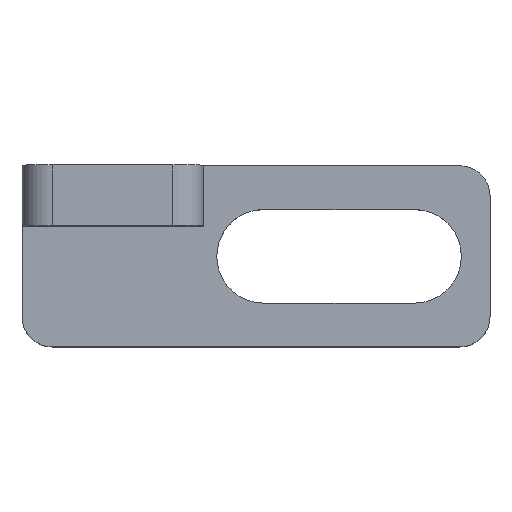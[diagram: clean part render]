
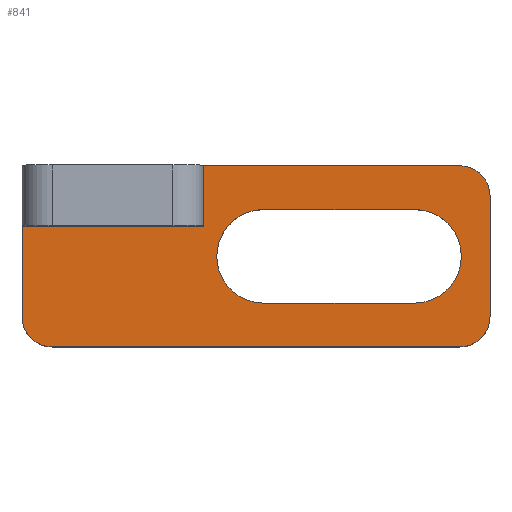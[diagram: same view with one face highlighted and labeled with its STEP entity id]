
A CAD part, top view. The second image highlights one B-rep face of the part: STEP entity #841.
In plain terms, the highlighted planar face has unit normal (0, 0, 1).
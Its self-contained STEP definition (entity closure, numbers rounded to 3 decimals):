
#16 = EDGE_CURVE ( 'NONE', #832, #566, #476, .T. ) ;
#54 = EDGE_CURVE ( 'NONE', #716, #857, #452, .T. ) ;
#66 = DIRECTION ( 'NONE',  ( 1., 0., 0. ) ) ;
#67 = CARTESIAN_POINT ( 'NONE',  ( 9.5, 0., 2. ) ) ;
#69 = EDGE_CURVE ( 'NONE', #566, #643, #449, .T. ) ;
#78 = DIRECTION ( 'NONE',  ( 0., 1., 0. ) ) ;
#79 = EDGE_CURVE ( 'NONE', #487, #497, #439, .T. ) ;
#93 = CARTESIAN_POINT ( 'NONE',  ( 8.55, 3., 2. ) ) ;
#105 = EDGE_CURVE ( 'NONE', #770, #666, #424, .T. ) ;
#109 = VECTOR ( 'NONE', #647, 1000. ) ;
#113 = LINE ( 'NONE', #520, #522 ) ;
#115 = LINE ( 'NONE', #571, #519 ) ;
#119 = DIRECTION ( 'NONE',  ( 1., 0., 0. ) ) ;
#121 = CARTESIAN_POINT ( 'NONE',  ( 0., 4., 2. ) ) ;
#125 = DIRECTION ( 'NONE',  ( 0., 0., -1. ) ) ;
#126 = CARTESIAN_POINT ( 'NONE',  ( 8.5, 1., 2. ) ) ;
#169 = DIRECTION ( 'NONE',  ( -1., 0., 0. ) ) ;
#190 = CARTESIAN_POINT ( 'NONE',  ( 2., 1.45, 2. ) ) ;
#193 = CARTESIAN_POINT ( 'NONE',  ( 2., 4.55, 2. ) ) ;
#206 = VECTOR ( 'NONE', #585, 1000. ) ;
#208 = DIRECTION ( 'NONE',  ( 0., 0., 1. ) ) ;
#209 = LINE ( 'NONE', #287, #206 ) ;
#221 = CIRCLE ( 'NONE', #234, 1.55 ) ;
#223 = EDGE_CURVE ( 'NONE', #677, #839, #337, .T. ) ;
#226 = VECTOR ( 'NONE', #78, 1000. ) ;
#228 = LINE ( 'NONE', #67, #226 ) ;
#230 = EDGE_CURVE ( 'NONE', #490, #487, #115, .T. ) ;
#234 = AXIS2_PLACEMENT_3D ( 'NONE', #468, #395, #285 ) ;
#240 = EDGE_CURVE ( 'NONE', #497, #832, #113, .T. ) ;
#244 = EDGE_CURVE ( 'NONE', #839, #490, #521, .T. ) ;
#246 = DIRECTION ( 'NONE',  ( 1., 0., 0. ) ) ;
#249 = CARTESIAN_POINT ( 'NONE',  ( -5., 0., 2. ) ) ;
#252 = CARTESIAN_POINT ( 'NONE',  ( -5., 1., 2. ) ) ;
#285 = DIRECTION ( 'NONE',  ( 1., 0., 0. ) ) ;
#287 = CARTESIAN_POINT ( 'NONE',  ( 0., 1.45, 2. ) ) ;
#290 = CARTESIAN_POINT ( 'NONE',  ( -6., 4., 2. ) ) ;
#292 = FACE_OUTER_BOUND ( 'NONE', #717, .T. ) ;
#296 = FACE_BOUND ( 'NONE', #484, .T. ) ;
#300 = CARTESIAN_POINT ( 'NONE',  ( 0., 6., 2. ) ) ;
#303 = CARTESIAN_POINT ( 'NONE',  ( 9.5, 1., 2. ) ) ;
#317 = CARTESIAN_POINT ( 'NONE',  ( 0., 4., 2. ) ) ;
#324 = EDGE_CURVE ( 'NONE', #857, #770, #387, .T. ) ;
#337 = CIRCLE ( 'NONE', #755, 1. ) ;
#357 = CIRCLE ( 'NONE', #651, 1. ) ;
#360 = AXIS2_PLACEMENT_3D ( 'NONE', #878, #936, #928 ) ;
#377 = CARTESIAN_POINT ( 'NONE',  ( 0., 4.55, 2. ) ) ;
#381 = CARTESIAN_POINT ( 'NONE',  ( 9.5, 5., 2. ) ) ;
#387 = CIRCLE ( 'NONE', #745, 1.55 ) ;
#395 = DIRECTION ( 'NONE',  ( 0., 0., -1. ) ) ;
#408 = CARTESIAN_POINT ( 'NONE',  ( 8.5, 0., 2. ) ) ;
#420 = DIRECTION ( 'NONE',  ( 1., 0., 0. ) ) ;
#424 = CIRCLE ( 'NONE', #898, 1.55 ) ;
#435 = VECTOR ( 'NONE', #169, 1000. ) ;
#439 = LINE ( 'NONE', #121, #435 ) ;
#441 = DIRECTION ( 'NONE',  ( 0., 0., -1. ) ) ;
#444 = VECTOR ( 'NONE', #964, 1000. ) ;
#445 = CARTESIAN_POINT ( 'NONE',  ( 7., 3., 2. ) ) ;
#449 = LINE ( 'NONE', #966, #444 ) ;
#450 = VECTOR ( 'NONE', #66, 1000. ) ;
#452 = LINE ( 'NONE', #377, #450 ) ;
#468 = CARTESIAN_POINT ( 'NONE',  ( 2., 3., 2. ) ) ;
#476 = CIRCLE ( 'NONE', #929, 1. ) ;
#484 = EDGE_LOOP ( 'NONE', ( #828, #836, #837, #844, #850 ) ) ;
#487 = VERTEX_POINT ( 'NONE', #317 ) ;
#490 = VERTEX_POINT ( 'NONE', #300 ) ;
#497 = VERTEX_POINT ( 'NONE', #290 ) ;
#512 = DIRECTION ( 'NONE',  ( 0., -1., 0. ) ) ;
#519 = VECTOR ( 'NONE', #578, 1000. ) ;
#520 = CARTESIAN_POINT ( 'NONE',  ( -6., 6., 2. ) ) ;
#521 = LINE ( 'NONE', #622, #109 ) ;
#522 = VECTOR ( 'NONE', #512, 1000. ) ;
#526 = DIRECTION ( 'NONE',  ( 1., 0., 0. ) ) ;
#531 = VERTEX_POINT ( 'NONE', #303 ) ;
#534 = DIRECTION ( 'NONE',  ( 0., 0., 1. ) ) ;
#536 = CARTESIAN_POINT ( 'NONE',  ( 8.5, 5., 2. ) ) ;
#566 = VERTEX_POINT ( 'NONE', #249 ) ;
#571 = CARTESIAN_POINT ( 'NONE',  ( 0., 3., 2. ) ) ;
#578 = DIRECTION ( 'NONE',  ( 0., -1., 0. ) ) ;
#585 = DIRECTION ( 'NONE',  ( -1., 0., 0. ) ) ;
#622 = CARTESIAN_POINT ( 'NONE',  ( -15.5, 6., 2. ) ) ;
#643 = VERTEX_POINT ( 'NONE', #408 ) ;
#647 = DIRECTION ( 'NONE',  ( -1., 0., 0. ) ) ;
#651 = AXIS2_PLACEMENT_3D ( 'NONE', #126, #125, #119 ) ;
#666 = VERTEX_POINT ( 'NONE', #697 ) ;
#670 = VERTEX_POINT ( 'NONE', #190 ) ;
#677 = VERTEX_POINT ( 'NONE', #381 ) ;
#697 = CARTESIAN_POINT ( 'NONE',  ( 7., 1.45, 2. ) ) ;
#716 = VERTEX_POINT ( 'NONE', #193 ) ;
#717 = EDGE_LOOP ( 'NONE', ( #846, #847, #848, #860, #851, #852, #865, #866, #868 ) ) ;
#745 = AXIS2_PLACEMENT_3D ( 'NONE', #445, #441, #420 ) ;
#750 = EDGE_CURVE ( 'NONE', #531, #643, #357, .T. ) ;
#755 = AXIS2_PLACEMENT_3D ( 'NONE', #536, #534, #526 ) ;
#770 = VERTEX_POINT ( 'NONE', #93 ) ;
#828 = ORIENTED_EDGE ( 'NONE', *, *, #958, .T. ) ;
#832 = VERTEX_POINT ( 'NONE', #957 ) ;
#836 = ORIENTED_EDGE ( 'NONE', *, *, #953, .T. ) ;
#837 = ORIENTED_EDGE ( 'NONE', *, *, #54, .T. ) ;
#839 = VERTEX_POINT ( 'NONE', #952 ) ;
#841 = ADVANCED_FACE ( 'NONE', ( #296, #292 ), #909, .T. ) ;
#844 = ORIENTED_EDGE ( 'NONE', *, *, #324, .T. ) ;
#846 = ORIENTED_EDGE ( 'NONE', *, *, #230, .T. ) ;
#847 = ORIENTED_EDGE ( 'NONE', *, *, #79, .T. ) ;
#848 = ORIENTED_EDGE ( 'NONE', *, *, #240, .T. ) ;
#850 = ORIENTED_EDGE ( 'NONE', *, *, #105, .T. ) ;
#851 = ORIENTED_EDGE ( 'NONE', *, *, #69, .T. ) ;
#852 = ORIENTED_EDGE ( 'NONE', *, *, #750, .F. ) ;
#857 = VERTEX_POINT ( 'NONE', #965 ) ;
#860 = ORIENTED_EDGE ( 'NONE', *, *, #16, .T. ) ;
#865 = ORIENTED_EDGE ( 'NONE', *, *, #943, .T. ) ;
#866 = ORIENTED_EDGE ( 'NONE', *, *, #223, .T. ) ;
#868 = ORIENTED_EDGE ( 'NONE', *, *, #244, .T. ) ;
#878 = CARTESIAN_POINT ( 'NONE',  ( 0., 0., 2. ) ) ;
#898 = AXIS2_PLACEMENT_3D ( 'NONE', #903, #900, #899 ) ;
#899 = DIRECTION ( 'NONE',  ( 1., 0., 0. ) ) ;
#900 = DIRECTION ( 'NONE',  ( 0., 0., -1. ) ) ;
#903 = CARTESIAN_POINT ( 'NONE',  ( 7., 3., 2. ) ) ;
#909 = PLANE ( 'NONE',  #360 ) ;
#928 = DIRECTION ( 'NONE',  ( 1., 0., 0. ) ) ;
#929 = AXIS2_PLACEMENT_3D ( 'NONE', #252, #208, #246 ) ;
#936 = DIRECTION ( 'NONE',  ( 0., 0., 1. ) ) ;
#943 = EDGE_CURVE ( 'NONE', #531, #677, #228, .T. ) ;
#952 = CARTESIAN_POINT ( 'NONE',  ( 8.5, 6., 2. ) ) ;
#953 = EDGE_CURVE ( 'NONE', #670, #716, #221, .T. ) ;
#957 = CARTESIAN_POINT ( 'NONE',  ( -6., 1., 2. ) ) ;
#958 = EDGE_CURVE ( 'NONE', #666, #670, #209, .T. ) ;
#964 = DIRECTION ( 'NONE',  ( 1., 0., 0. ) ) ;
#965 = CARTESIAN_POINT ( 'NONE',  ( 7., 4.55, 2. ) ) ;
#966 = CARTESIAN_POINT ( 'NONE',  ( 0., 0., 2. ) ) ;
